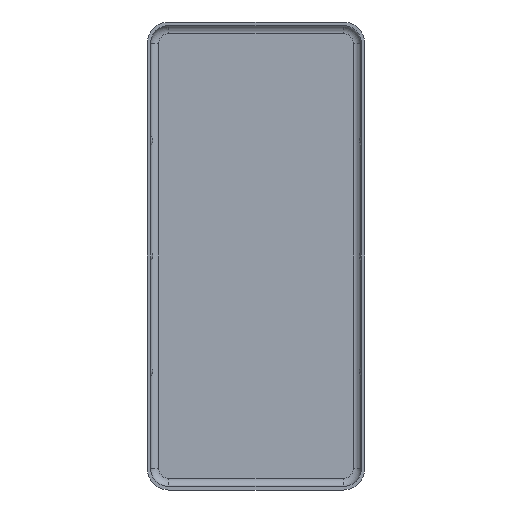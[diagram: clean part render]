
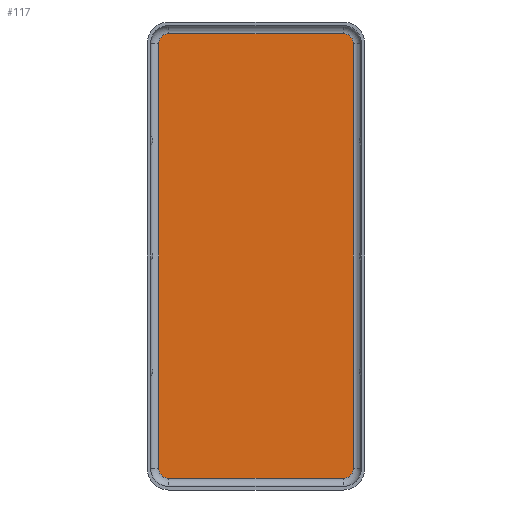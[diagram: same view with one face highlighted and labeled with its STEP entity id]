
A CAD part, front view. The second image highlights one B-rep face of the part: STEP entity #117.
In plain terms, the highlighted planar face has unit normal (0, -1, 0).
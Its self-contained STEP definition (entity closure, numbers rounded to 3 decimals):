
#117 = ADVANCED_FACE( 'NONE', ( #257 ), #258, .T. );
#257 = FACE_OUTER_BOUND( '', #462, .T. );
#258 = PLANE( '', #463 );
#462 = EDGE_LOOP( '', ( #746, #747, #748, #749, #750, #751, #752, #753 ) );
#463 = AXIS2_PLACEMENT_3D( '', #754, #755, #756 );
#746 = ORIENTED_EDGE( '', *, *, #982, .F. );
#747 = ORIENTED_EDGE( '', *, *, #1021, .F. );
#748 = ORIENTED_EDGE( '', *, *, #1028, .F. );
#749 = ORIENTED_EDGE( '', *, *, #1029, .T. );
#750 = ORIENTED_EDGE( '', *, *, #953, .T. );
#751 = ORIENTED_EDGE( '', *, *, #1030, .F. );
#752 = ORIENTED_EDGE( '', *, *, #1031, .T. );
#753 = ORIENTED_EDGE( '', *, *, #1032, .T. );
#754 = CARTESIAN_POINT( '', ( 7.55, 0., -18.4 ) );
#755 = DIRECTION( '', ( 0., -1., 0. ) );
#756 = DIRECTION( '', ( 0., 0., -1. ) );
#953 = EDGE_CURVE( 'NONE', #1099, #1097, #1100, .T. );
#982 = EDGE_CURVE( 'NONE', #1147, #1149, #1150, .T. );
#1021 = EDGE_CURVE( 'NONE', #1203, #1147, #1205, .T. );
#1028 = EDGE_CURVE( 'NONE', #1214, #1203, #1215, .T. );
#1029 = EDGE_CURVE( 'NONE', #1214, #1099, #1216, .T. );
#1030 = EDGE_CURVE( 'NONE', #1217, #1097, #1218, .T. );
#1031 = EDGE_CURVE( 'NONE', #1217, #1219, #1220, .T. );
#1032 = EDGE_CURVE( 'NONE', #1219, #1149, #1221, .T. );
#1097 = VERTEX_POINT( 'NONE', #1297 );
#1099 = VERTEX_POINT( 'NONE', #1299 );
#1100 = LINE( '', #1300, #1301 );
#1147 = VERTEX_POINT( 'NONE', #1361 );
#1149 = VERTEX_POINT( 'NONE', #1363 );
#1150 = LINE( '', #1364, #1365 );
#1203 = VERTEX_POINT( 'NONE', #1427 );
#1205 = CIRCLE( '', #1429, 0.9 );
#1214 = VERTEX_POINT( 'NONE', #1439 );
#1215 = LINE( '', #1440, #1441 );
#1216 = CIRCLE( '', #1442, 0.9 );
#1217 = VERTEX_POINT( 'NONE', #1443 );
#1218 = CIRCLE( '', #1444, 0.9 );
#1219 = VERTEX_POINT( 'NONE', #1445 );
#1220 = LINE( '', #1446, #1447 );
#1221 = CIRCLE( '', #1448, 0.9 );
#1297 = CARTESIAN_POINT( '', ( -7.55, 0., 19.3 ) );
#1299 = CARTESIAN_POINT( '', ( 7.55, 0., 19.3 ) );
#1300 = CARTESIAN_POINT( '', ( 7.55, 0., 19.3 ) );
#1301 = VECTOR( '', #1538, 1000. );
#1361 = CARTESIAN_POINT( '', ( 7.55, 0., -19.3 ) );
#1363 = CARTESIAN_POINT( '', ( -7.55, 0., -19.3 ) );
#1364 = CARTESIAN_POINT( '', ( 7.55, 0., -19.3 ) );
#1365 = VECTOR( '', #1579, 1000. );
#1427 = CARTESIAN_POINT( '', ( 8.45, 0., -18.4 ) );
#1429 = AXIS2_PLACEMENT_3D( '', #1637, #1638, #1639 );
#1439 = CARTESIAN_POINT( '', ( 8.45, 0., 18.4 ) );
#1440 = CARTESIAN_POINT( '', ( 8.45, 0., 0. ) );
#1441 = VECTOR( '', #1647, 1000. );
#1442 = AXIS2_PLACEMENT_3D( '', #1648, #1649, #1650 );
#1443 = CARTESIAN_POINT( '', ( -8.45, 0., 18.4 ) );
#1444 = AXIS2_PLACEMENT_3D( '', #1651, #1652, #1653 );
#1445 = CARTESIAN_POINT( '', ( -8.45, 0., -18.4 ) );
#1446 = CARTESIAN_POINT( '', ( -8.45, 0., 0. ) );
#1447 = VECTOR( '', #1654, 1000. );
#1448 = AXIS2_PLACEMENT_3D( '', #1655, #1656, #1657 );
#1538 = DIRECTION( '', ( -1., 0., 0. ) );
#1579 = DIRECTION( '', ( -1., 0., 0. ) );
#1637 = CARTESIAN_POINT( '', ( 7.55, 0., -18.4 ) );
#1638 = DIRECTION( '', ( 0., 1., 0. ) );
#1639 = DIRECTION( '', ( 0., 0., 1. ) );
#1647 = DIRECTION( '', ( 0., 0., -1. ) );
#1648 = CARTESIAN_POINT( '', ( 7.55, 0., 18.4 ) );
#1649 = DIRECTION( '', ( 0., -1., 0. ) );
#1650 = DIRECTION( '', ( 0., 0., -1. ) );
#1651 = CARTESIAN_POINT( '', ( -7.55, 0., 18.4 ) );
#1652 = DIRECTION( '', ( 0., 1., 0. ) );
#1653 = DIRECTION( '', ( 0., 0., -1. ) );
#1654 = DIRECTION( '', ( 0., 0., -1. ) );
#1655 = CARTESIAN_POINT( '', ( -7.55, 0., -18.4 ) );
#1656 = DIRECTION( '', ( 0., -1., 0. ) );
#1657 = DIRECTION( '', ( 0., 0., 1. ) );
